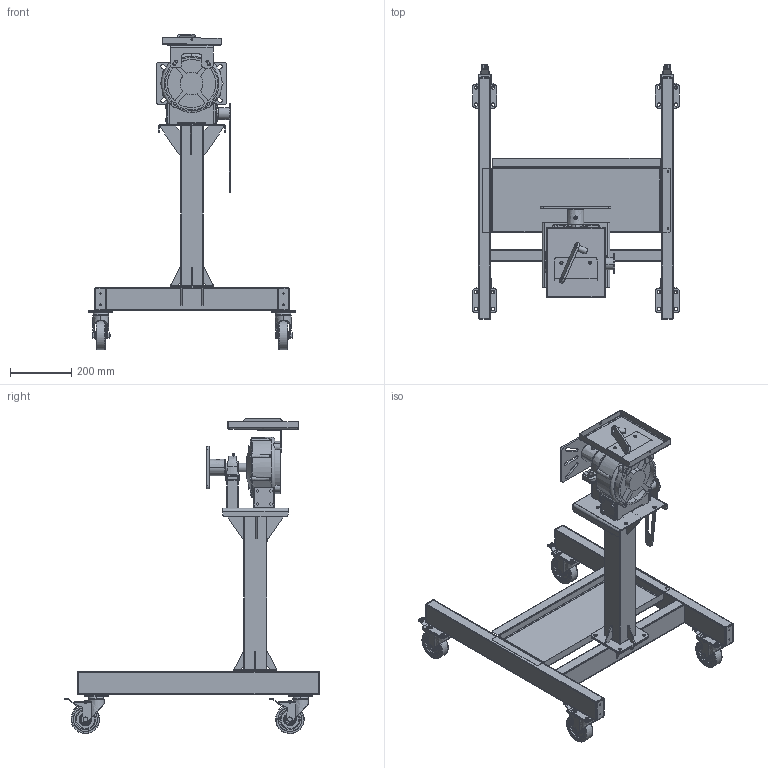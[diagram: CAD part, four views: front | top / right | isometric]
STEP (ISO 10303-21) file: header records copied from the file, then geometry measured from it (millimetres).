
FILE_DESCRIPTION(('FreeCAD Model'),'2;1');
FILE_NAME('Open CASCADE Shape Model','2025-05-07T16:29:50',('FreeCAD'),( 'FreeCAD'),'Open CASCADE STEP processor 7.6','FreeCAD','Unknown');
FILE_SCHEMA(('AUTOMOTIVE_DESIGN { 1 0 10303 214 1 1 1 1 }'));
Products named in the file (1): Open CASCADE STEP translator 7.6 1
Bounding box: 673.5 x 829.78 x 1027.19 mm (x, y, z)
Volume: 6777671.1 mm3; surface area: 2748276 mm2
Topology: 66 solids, 70 shells, 2405 faces, 6347 edges, 4178 vertices
Faces by surface type: bspline 2405
Entity records: 82095 total; most frequent: CARTESIAN_POINT 45592, ORIENTED_EDGE 12670, EDGE_CURVE 6335, B_SPLINE_CURVE_WITH_KNOTS 4200, VERTEX_POINT 4178, FACE_BOUND 2735, EDGE_LOOP 2735, ADVANCED_FACE 2405
